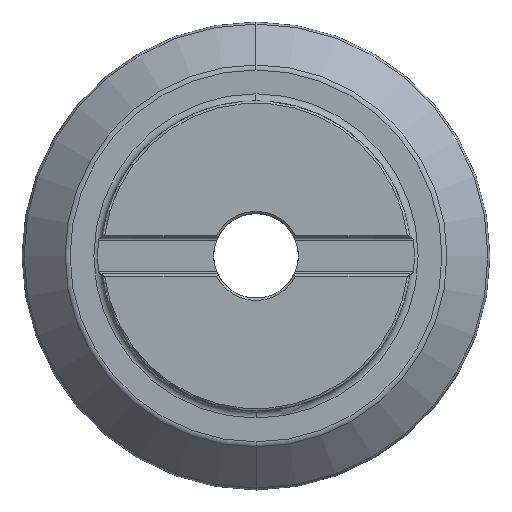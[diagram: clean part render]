
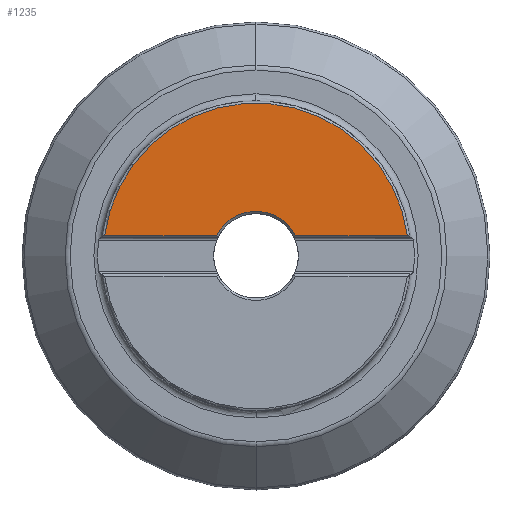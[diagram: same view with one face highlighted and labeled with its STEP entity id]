
A CAD part, top view. The second image highlights one B-rep face of the part: STEP entity #1235.
In plain terms, the highlighted face is planar.
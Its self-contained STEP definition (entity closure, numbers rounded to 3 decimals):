
#85=CARTESIAN_POINT('',(0.,0.,0.));
#86=DIRECTION('',(0.,0.,-1.));
#87=DIRECTION('',(-0.991,0.133,0.));
#88=AXIS2_PLACEMENT_3D('',#85,#86,#87);
#514=DIRECTION('',(1.,0.,0.));
#515=VECTOR('',#514,79.329);
#516=CARTESIAN_POINT('',(-107.432,14.447,
0.));
#517=LINE('',#516,#515);
#549=CARTESIAN_POINT('',(0.,0.,0.));
#550=DIRECTION('',(0.,0.,1.));
#551=DIRECTION('',(0.889,0.457,0.));
#552=AXIS2_PLACEMENT_3D('',#549,#550,#551);
#565=DIRECTION('',(1.,0.,0.));
#566=VECTOR('',#565,79.329);
#567=CARTESIAN_POINT('',(28.104,14.446,0.));
#568=LINE('',#567,#566);
#1146=CARTESIAN_POINT('',(-107.432,14.447,
0.));
#1147=CARTESIAN_POINT('',(-28.104,14.445,
0.));
#1148=VERTEX_POINT('',#1146);
#1149=VERTEX_POINT('',#1147);
#1152=CARTESIAN_POINT('',(28.104,14.446,
0.));
#1153=CARTESIAN_POINT('',(107.432,14.447,
0.));
#1154=VERTEX_POINT('',#1152);
#1155=VERTEX_POINT('',#1153);
#1220=CARTESIAN_POINT('',(0.,0.,0.));
#1221=DIRECTION('',(0.,0.,-1.));
#1222=DIRECTION('',(0.,-1.,0.));
#1223=AXIS2_PLACEMENT_3D('',#1220,#1221,#1222);
#1224=PLANE('',#1223);
#1226=ORIENTED_EDGE('',*,*,#1225,.T.);
#1228=ORIENTED_EDGE('',*,*,#1227,.F.);
#1230=ORIENTED_EDGE('',*,*,#1229,.T.);
#1232=ORIENTED_EDGE('',*,*,#1231,.F.);
#1233=EDGE_LOOP('',(#1226,#1228,#1230,#1232));
#1234=FACE_OUTER_BOUND('',#1233,.F.);
#89=CIRCLE('',#88,108.4);
#553=CIRCLE('',#552,31.6);
#1225=EDGE_CURVE('',#1154,#1155,#568,.T.);
#1227=EDGE_CURVE('',#1148,#1155,#89,.T.);
#1229=EDGE_CURVE('',#1148,#1149,#517,.T.);
#1231=EDGE_CURVE('',#1154,#1149,#553,.T.);
#1235=ADVANCED_FACE('',(#1234),#1224,.T.);
